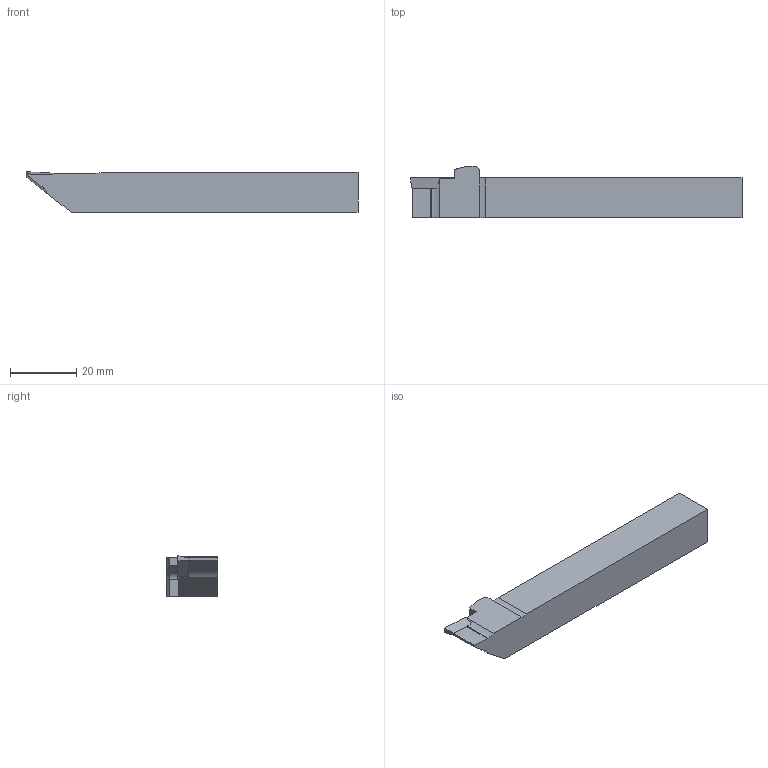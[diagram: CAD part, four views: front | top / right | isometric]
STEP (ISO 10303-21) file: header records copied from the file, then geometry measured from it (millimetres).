
FILE_DESCRIPTION (( 'STEP AP214' ), '1' );
FILE_NAME ('ISO-155-03.STEP', '2017-05-12T14:26:41', ( '' ), ( '' ), 'SwSTEP 2.0', 'SolidWorks 2016', '' );
FILE_SCHEMA (( 'AUTOMOTIVE_DESIGN' ));
Length unit declared in the file: millimetre
Products named in the file (1): ISO-155-03
Bounding box: 100 x 15.5 x 12.2 mm (x, y, z)
Volume: 13556.6 mm3; surface area: 5014.2 mm2
Topology: 1 solids, 1 shells, 46 faces, 139 edges, 92 vertices
Faces by surface type: plane 39, cylinder 6, cone 1
Entity records: 1763 total; most frequent: CARTESIAN_POINT 290, ORIENTED_EDGE 278, DIRECTION 268, EDGE_CURVE 139, VECTOR 96, LINE 96, VERTEX_POINT 92, AXIS2_PLACEMENT_3D 86
